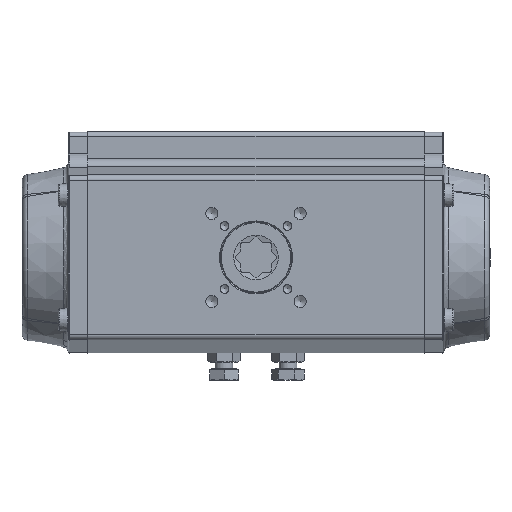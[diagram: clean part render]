
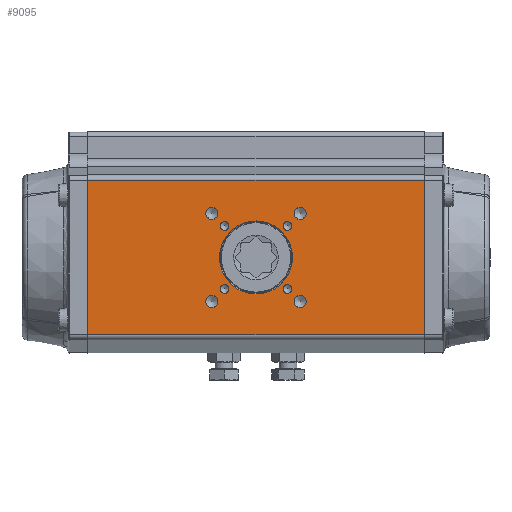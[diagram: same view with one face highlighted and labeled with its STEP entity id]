
A CAD part, front view. The second image highlights one B-rep face of the part: STEP entity #9095.
In plain terms, the highlighted planar face has unit normal (0, -1, 0).
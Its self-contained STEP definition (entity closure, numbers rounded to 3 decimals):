
#430=PLANE('',#10425);
#1268=CIRCLE('',#10325,20.5);
#1276=CIRCLE('',#10340,3.4);
#1278=CIRCLE('',#10344,3.4);
#1280=CIRCLE('',#10348,3.4);
#1282=CIRCLE('',#10352,3.4);
#1284=CIRCLE('',#10356,2.5);
#1286=CIRCLE('',#10360,2.5);
#1288=CIRCLE('',#10364,2.5);
#1290=CIRCLE('',#10368,2.5);
#3441=ORIENTED_EDGE('',*,*,#5015,.F.);
#3442=ORIENTED_EDGE('',*,*,#5061,.T.);
#3443=ORIENTED_EDGE('',*,*,#5036,.T.);
#3444=ORIENTED_EDGE('',*,*,#5062,.T.);
#3445=ORIENTED_EDGE('',*,*,#4974,.F.);
#3446=ORIENTED_EDGE('',*,*,#4972,.F.);
#3447=ORIENTED_EDGE('',*,*,#4970,.F.);
#3448=ORIENTED_EDGE('',*,*,#4968,.F.);
#3449=ORIENTED_EDGE('',*,*,#4966,.F.);
#3450=ORIENTED_EDGE('',*,*,#4964,.F.);
#3451=ORIENTED_EDGE('',*,*,#4962,.F.);
#3452=ORIENTED_EDGE('',*,*,#4960,.F.);
#3453=ORIENTED_EDGE('',*,*,#4951,.T.);
#4951=EDGE_CURVE('',#6083,#6083,#1268,.T.);
#4960=EDGE_CURVE('',#6092,#6092,#1276,.T.);
#4962=EDGE_CURVE('',#6095,#6095,#1278,.T.);
#4964=EDGE_CURVE('',#6098,#6098,#1280,.T.);
#4966=EDGE_CURVE('',#6101,#6101,#1282,.T.);
#4968=EDGE_CURVE('',#6104,#6104,#1284,.T.);
#4970=EDGE_CURVE('',#6107,#6107,#1286,.T.);
#4972=EDGE_CURVE('',#6110,#6110,#1288,.T.);
#4974=EDGE_CURVE('',#6113,#6113,#1290,.T.);
#5015=EDGE_CURVE('',#6159,#6160,#6688,.T.);
#5036=EDGE_CURVE('',#6179,#6180,#6695,.T.);
#5061=EDGE_CURVE('',#6159,#6179,#6705,.T.);
#5062=EDGE_CURVE('',#6180,#6160,#6706,.T.);
#6083=VERTEX_POINT('',#18203);
#6092=VERTEX_POINT('',#18242);
#6095=VERTEX_POINT('',#18249);
#6098=VERTEX_POINT('',#18256);
#6101=VERTEX_POINT('',#18263);
#6104=VERTEX_POINT('',#18270);
#6107=VERTEX_POINT('',#18277);
#6110=VERTEX_POINT('',#18284);
#6113=VERTEX_POINT('',#18291);
#6159=VERTEX_POINT('',#18530);
#6160=VERTEX_POINT('',#18532);
#6179=VERTEX_POINT('',#18573);
#6180=VERTEX_POINT('',#18574);
#6688=LINE('',#18531,#7190);
#6695=LINE('',#18572,#7197);
#6705=LINE('',#18621,#7207);
#6706=LINE('',#18622,#7208);
#7190=VECTOR('',#12726,1000.);
#7197=VECTOR('',#12763,1000.);
#7207=VECTOR('',#12807,1000.);
#7208=VECTOR('',#12808,1000.);
#7838=EDGE_LOOP('',(#3441,#3442,#3443,#3444));
#7839=EDGE_LOOP('',(#3445));
#7840=EDGE_LOOP('',(#3446));
#7841=EDGE_LOOP('',(#3447));
#7842=EDGE_LOOP('',(#3448));
#7843=EDGE_LOOP('',(#3449));
#7844=EDGE_LOOP('',(#3450));
#7845=EDGE_LOOP('',(#3451));
#7846=EDGE_LOOP('',(#3452));
#7847=EDGE_LOOP('',(#3453));
#8503=FACE_BOUND('',#7838,.T.);
#8504=FACE_BOUND('',#7839,.T.);
#8505=FACE_BOUND('',#7840,.T.);
#8506=FACE_BOUND('',#7841,.T.);
#8507=FACE_BOUND('',#7842,.T.);
#8508=FACE_BOUND('',#7843,.T.);
#8509=FACE_BOUND('',#7844,.T.);
#8510=FACE_BOUND('',#7845,.T.);
#8511=FACE_BOUND('',#7846,.T.);
#8512=FACE_BOUND('',#7847,.T.);
#9095=ADVANCED_FACE('',(#8503,#8504,#8505,#8506,#8507,#8508,#8509,#8510,
#8511,#8512),#430,.F.);
#10325=AXIS2_PLACEMENT_3D('',#18202,#12568,#12569);
#10340=AXIS2_PLACEMENT_3D('',#18241,#12598,#12599);
#10344=AXIS2_PLACEMENT_3D('',#18248,#12606,#12607);
#10348=AXIS2_PLACEMENT_3D('',#18255,#12614,#12615);
#10352=AXIS2_PLACEMENT_3D('',#18262,#12622,#12623);
#10356=AXIS2_PLACEMENT_3D('',#18269,#12630,#12631);
#10360=AXIS2_PLACEMENT_3D('',#18276,#12638,#12639);
#10364=AXIS2_PLACEMENT_3D('',#18283,#12646,#12647);
#10368=AXIS2_PLACEMENT_3D('',#18290,#12654,#12655);
#10425=AXIS2_PLACEMENT_3D('',#18620,#12805,#12806);
#12568=DIRECTION('',(0.,1.,0.));
#12569=DIRECTION('',(0.,0.,1.));
#12598=DIRECTION('',(0.,-1.,0.));
#12599=DIRECTION('',(0.,0.,-1.));
#12606=DIRECTION('',(0.,-1.,0.));
#12607=DIRECTION('',(0.,0.,-1.));
#12614=DIRECTION('',(0.,-1.,0.));
#12615=DIRECTION('',(0.,0.,-1.));
#12622=DIRECTION('',(0.,-1.,0.));
#12623=DIRECTION('',(0.,0.,-1.));
#12630=DIRECTION('',(0.,-1.,0.));
#12631=DIRECTION('',(0.,0.,-1.));
#12638=DIRECTION('',(0.,-1.,0.));
#12639=DIRECTION('',(0.,0.,-1.));
#12646=DIRECTION('',(0.,-1.,0.));
#12647=DIRECTION('',(0.,0.,-1.));
#12654=DIRECTION('',(0.,-1.,0.));
#12655=DIRECTION('',(0.,0.,-1.));
#12726=DIRECTION('',(0.,0.,-1.));
#12763=DIRECTION('',(0.,0.,-1.));
#12805=DIRECTION('',(0.,1.,0.));
#12806=DIRECTION('',(0.,0.,1.));
#12807=DIRECTION('',(-1.,0.,0.));
#12808=DIRECTION('',(1.,0.,0.));
#18202=CARTESIAN_POINT('',(-16.817,-52.5,186.));
#18203=CARTESIAN_POINT('',(-16.817,-52.5,206.5));
#18241=CARTESIAN_POINT('',(-41.566,-52.5,210.749));
#18242=CARTESIAN_POINT('',(-41.566,-52.5,207.349));
#18248=CARTESIAN_POINT('',(7.932,-52.5,210.749));
#18249=CARTESIAN_POINT('',(7.932,-52.5,207.349));
#18255=CARTESIAN_POINT('',(7.932,-52.5,161.251));
#18256=CARTESIAN_POINT('',(7.932,-52.5,157.851));
#18262=CARTESIAN_POINT('',(-41.566,-52.5,161.251));
#18263=CARTESIAN_POINT('',(-41.566,-52.5,157.851));
#18269=CARTESIAN_POINT('',(-34.495,-52.5,203.678));
#18270=CARTESIAN_POINT('',(-34.495,-52.5,201.178));
#18276=CARTESIAN_POINT('',(0.861,-52.5,203.678));
#18277=CARTESIAN_POINT('',(0.861,-52.5,201.178));
#18283=CARTESIAN_POINT('',(0.861,-52.5,168.322));
#18284=CARTESIAN_POINT('',(0.861,-52.5,165.822));
#18290=CARTESIAN_POINT('',(-34.495,-52.5,168.322));
#18291=CARTESIAN_POINT('',(-34.495,-52.5,165.822));
#18530=CARTESIAN_POINT('',(77.683,-52.5,229.387));
#18531=CARTESIAN_POINT('',(77.683,-52.5,232.));
#18532=CARTESIAN_POINT('',(77.683,-52.5,142.613));
#18572=CARTESIAN_POINT('',(-111.317,-52.5,232.));
#18573=CARTESIAN_POINT('',(-111.317,-52.5,229.387));
#18574=CARTESIAN_POINT('',(-111.317,-52.5,142.613));
#18620=CARTESIAN_POINT('',(77.683,-52.5,232.));
#18621=CARTESIAN_POINT('',(77.683,-52.5,229.387));
#18622=CARTESIAN_POINT('',(77.683,-52.5,142.613));
